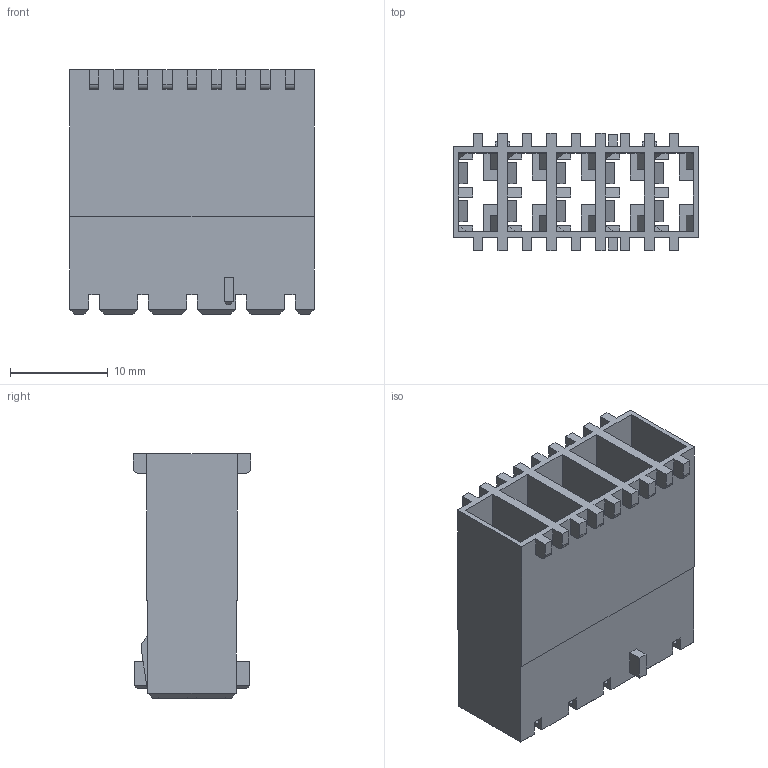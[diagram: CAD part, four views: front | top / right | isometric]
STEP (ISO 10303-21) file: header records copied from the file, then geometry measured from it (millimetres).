
FILE_DESCRIPTION(/* description */ ('Unknown'),/* implementation_level */ '2;1');
FILE_NAME(/* name */ '637100210205',/* time_stamp */ '2025-05-14T12:03:21+02:00',/* author */ ('Unknown'),/* organization */ ('Unknown'),/* preprocessor_version */ 'ST-DEVELOPER v19.4',/* originating_system */ 'Solid Edge',/* authorisation */ 'Unknown');
FILE_SCHEMA (('AUTOMOTIVE_DESIGN {1 0 10303 214 3 1 1}'));
Length unit declared in the file: millimetre
Products named in the file (2): 63710021xxxx; 637100210205
Assembly tree (1 placements, depth 2):
  63710021xxxx
    637100210205
Bounding box: 25 x 12 x 25 mm (x, y, z)
Volume: 2000.6 mm3; surface area: 5247.4 mm2
Topology: 1 solids, 1 shells, 383 faces, 1074 edges, 700 vertices
Faces by surface type: plane 365, cylinder 18
Entity records: 12109 total; most frequent: CARTESIAN_POINT 2159, ORIENTED_EDGE 2148, DIRECTION 1880, EDGE_CURVE 1074, LINE 1038, VECTOR 1038, VERTEX_POINT 700, AXIS2_PLACEMENT_3D 421
